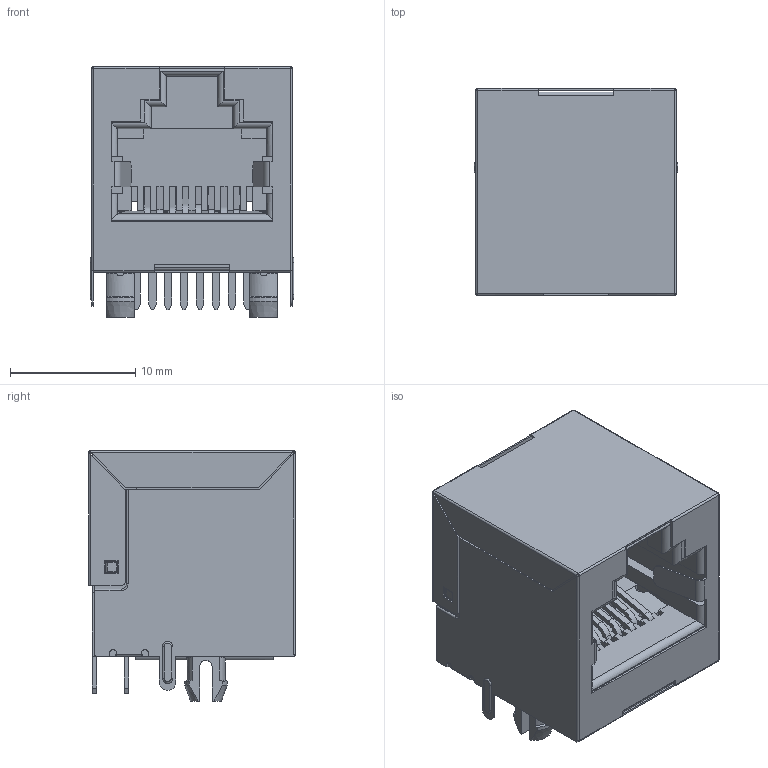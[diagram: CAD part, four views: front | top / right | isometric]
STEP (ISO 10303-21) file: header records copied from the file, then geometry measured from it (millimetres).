
FILE_DESCRIPTION(/* description */ ('Unknown'),/* implementation_level */ '2;1');
FILE_NAME(/* name */ '615008160121',/* time_stamp */ '2024-06-14T15:12:03+02:00',/* author */ ('Unknown'),/* organization */ ('Unknown'),/* preprocessor_version */ 'ST-DEVELOPER v19.4',/* originating_system */ 'Solid Edge',/* authorisation */ 'Unknown');
FILE_SCHEMA (('AUTOMOTIVE_DESIGN {1 0 10303 214 3 1 1}'));
Length unit declared in the file: millimetre
Products named in the file (15): 615008160121; 615008160121_housing; 615008160121_Insert_Top; 615008160121_Pin_1_Top; 615008160121_Pin_U_Top; 615008160121_Pin_2_Top; 615008160121_Pin_3_Top; 615008160121_shielding; 615008160121_Insert_Bottom; 615008160121_Pin_U_Bottom; 615008160121_Pin_1_Bottom; 615008160121_Pin_2_Bottom; 615008160121_Pin_3_Bottom
Assembly tree (14 placements, depth 3):
  615008160121
    615008160121_housing
    615008160121_Insert_Top
      615008160121_Insert_Top
      615008160121_Pin_1_Top
      615008160121_Pin_U_Top
      615008160121_Pin_2_Top
      615008160121_Pin_3_Top
    615008160121_shielding
    615008160121_Insert_Bottom
      615008160121_Insert_Bottom
      615008160121_Pin_U_Bottom
      615008160121_Pin_1_Bottom
      615008160121_Pin_2_Bottom
      615008160121_Pin_3_Bottom
Bounding box: 16.24 x 16.5 x 20 mm (x, y, z)
Volume: 2054.5 mm3; surface area: 7086.9 mm2
Topology: 12 solids, 12 shells, 1059 faces, 3025 edges, 1987 vertices
Faces by surface type: plane 800, cylinder 228, torus 20, cone 8, sphere 2, bspline 1
Full cylindrical faces by diameter (mm): 0.9 x12, 1 x4, 1.1 x24
Entity records: 35946 total; most frequent: CARTESIAN_POINT 6149, ORIENTED_EDGE 5930, DIRECTION 5562, EDGE_CURVE 2965, LINE 2430, VECTOR 2430, VERTEX_POINT 1969, AXIS2_PLACEMENT_3D 1566
